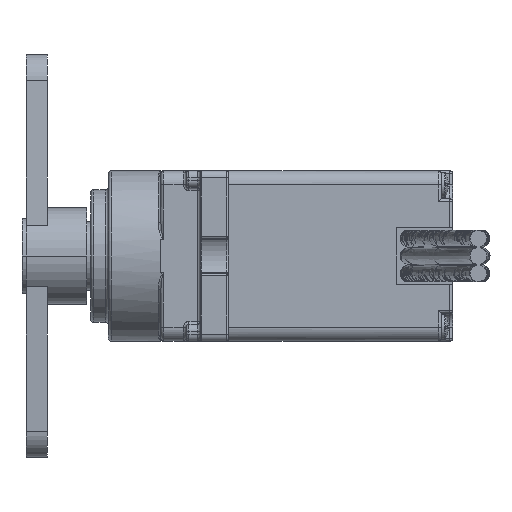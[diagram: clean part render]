
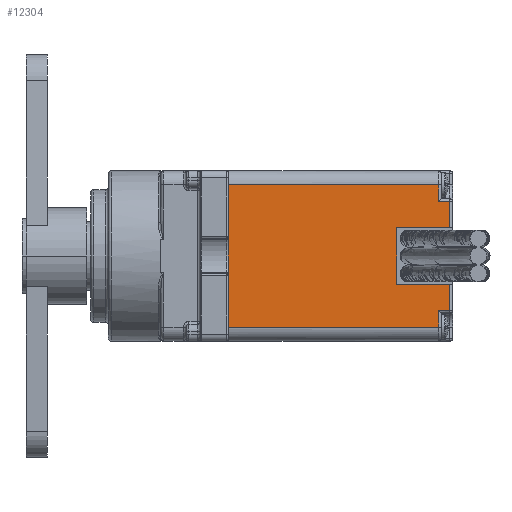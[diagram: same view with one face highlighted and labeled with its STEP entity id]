
A CAD part, left-side view. The second image highlights one B-rep face of the part: STEP entity #12304.
In plain terms, the highlighted planar face has unit normal (-1, 0, 0).
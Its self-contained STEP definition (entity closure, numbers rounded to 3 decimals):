
#305 = CARTESIAN_POINT ( 'NONE',  ( -5.96, 4.8, 3.875 ) ) ;
#306 = DIRECTION ( 'NONE',  ( 0., 1., 0. ) ) ;
#307 = CARTESIAN_POINT ( 'NONE',  ( -5.96, -15., -5.075 ) ) ;
#308 = DIRECTION ( 'NONE',  ( 0., 0., 1. ) ) ;
#309 = CARTESIAN_POINT ( 'NONE',  ( -5.96, -15., -5.075 ) ) ;
#310 = DIRECTION ( 'NONE',  ( 0., 0., 1. ) ) ;
#355 = CARTESIAN_POINT ( 'NONE',  ( -5.96, 4.8, 5.075 ) ) ;
#356 = DIRECTION ( 'NONE',  ( 0., -1., 0. ) ) ;
#359 = CARTESIAN_POINT ( 'NONE',  ( -5.96, -12., -2. ) ) ;
#360 = DIRECTION ( 'NONE',  ( 0., 0., -1. ) ) ;
#381 = CARTESIAN_POINT ( 'NONE',  ( -5.96, 4.8, -5.075 ) ) ;
#382 = DIRECTION ( 'NONE',  ( 0., -1., 0. ) ) ;
#406 = CARTESIAN_POINT ( 'NONE',  ( -5.96, 4.8, -3.875 ) ) ;
#407 = DIRECTION ( 'NONE',  ( 0., -1., 0. ) ) ;
#462 = CARTESIAN_POINT ( 'NONE',  ( -5.96, -12., -2. ) ) ;
#463 = DIRECTION ( 'NONE',  ( 0., -1., 0. ) ) ;
#494 = CARTESIAN_POINT ( 'NONE',  ( -5.96, -12., 2. ) ) ;
#495 = DIRECTION ( 'NONE',  ( 0., 1., 0. ) ) ;
#510 = CARTESIAN_POINT ( 'NONE',  ( -5.96, -15.8, -5.075 ) ) ;
#511 = DIRECTION ( 'NONE',  ( 0., 0., 1. ) ) ;
#1278 = CARTESIAN_POINT ( 'NONE',  ( -5.96, 4.8, -5.075 ) ) ;
#1279 = PLANE ( 'NONE',  #13502 ) ;
#1281 = DIRECTION ( 'NONE',  ( 1., 0., 0. ) ) ;
#1282 = DIRECTION ( 'NONE',  ( 0., 0., -1. ) ) ;
#1599 = VECTOR ( 'NONE', #8237, 1000. ) ;
#1723 = EDGE_CURVE ( 'NONE', #5400, #5488, #10993, .T. ) ;
#1724 = VERTEX_POINT ( 'NONE', #7854 ) ;
#1768 = VERTEX_POINT ( 'NONE', #8358 ) ;
#1799 = VERTEX_POINT ( 'NONE', #8500 ) ;
#1964 = VERTEX_POINT ( 'NONE', #8753 ) ;
#1966 = VERTEX_POINT ( 'NONE', #8755 ) ;
#1993 = VERTEX_POINT ( 'NONE', #8532 ) ;
#2073 = CARTESIAN_POINT ( 'NONE',  ( -5.96, -15.8, -3.875 ) ) ;
#2486 = VERTEX_POINT ( 'NONE', #5922 ) ;
#2506 = VERTEX_POINT ( 'NONE', #5653 ) ;
#2539 = VERTEX_POINT ( 'NONE', #6122 ) ;
#2628 = VERTEX_POINT ( 'NONE', #6038 ) ;
#4649 = ORIENTED_EDGE ( 'NONE', *, *, #7632, .T. ) ;
#4721 = ORIENTED_EDGE ( 'NONE', *, *, #7594, .T. ) ;
#4730 = ORIENTED_EDGE ( 'NONE', *, *, #7621, .T. ) ;
#4839 = ORIENTED_EDGE ( 'NONE', *, *, #7220, .F. ) ;
#4947 = EDGE_LOOP ( 'NONE', ( #5232, #5177, #5179, #5169, #5159, #5160, #5180, #5163, #4839, #4730, #4721, #4649 ) ) ;
#5159 = ORIENTED_EDGE ( 'NONE', *, *, #7780, .T. ) ;
#5160 = ORIENTED_EDGE ( 'NONE', *, *, #7592, .T. ) ;
#5163 = ORIENTED_EDGE ( 'NONE', *, *, #7610, .F. ) ;
#5169 = ORIENTED_EDGE ( 'NONE', *, *, #7707, .F. ) ;
#5177 = ORIENTED_EDGE ( 'NONE', *, *, #7654, .F. ) ;
#5179 = ORIENTED_EDGE ( 'NONE', *, *, #7612, .F. ) ;
#5180 = ORIENTED_EDGE ( 'NONE', *, *, #7593, .T. ) ;
#5232 = ORIENTED_EDGE ( 'NONE', *, *, #1723, .T. ) ;
#5400 = VERTEX_POINT ( 'NONE', #2073 ) ;
#5488 = VERTEX_POINT ( 'NONE', #7539 ) ;
#5653 = CARTESIAN_POINT ( 'NONE',  ( -5.96, -15.8, 2. ) ) ;
#5922 = CARTESIAN_POINT ( 'NONE',  ( -5.96, -12., -2. ) ) ;
#6038 = CARTESIAN_POINT ( 'NONE',  ( -5.96, -12., 2. ) ) ;
#6122 = CARTESIAN_POINT ( 'NONE',  ( -5.96, 0., -5.075 ) ) ;
#6124 = VECTOR ( 'NONE', #308, 1000. ) ;
#7193 = VECTOR ( 'NONE', #310, 1000. ) ;
#7220 = EDGE_CURVE ( 'NONE', #2539, #1768, #10162, .T. ) ;
#7239 = LINE ( 'NONE', #307, #6124 ) ;
#7539 = CARTESIAN_POINT ( 'NONE',  ( -5.96, -15.8, -2. ) ) ;
#7592 = EDGE_CURVE ( 'NONE', #1966, #1799, #10183, .T. ) ;
#7593 = EDGE_CURVE ( 'NONE', #1799, #1993, #7239, .T. ) ;
#7594 = EDGE_CURVE ( 'NONE', #1964, #1724, #10310, .T. ) ;
#7610 = EDGE_CURVE ( 'NONE', #1768, #1993, #12541, .T. ) ;
#7612 = EDGE_CURVE ( 'NONE', #2628, #2486, #12545, .T. ) ;
#7621 = EDGE_CURVE ( 'NONE', #2539, #1964, #12556, .T. ) ;
#7632 = EDGE_CURVE ( 'NONE', #1724, #5400, #12577, .T. ) ;
#7654 = EDGE_CURVE ( 'NONE', #2486, #5488, #12603, .T. ) ;
#7707 = EDGE_CURVE ( 'NONE', #2506, #2628, #12629, .T. ) ;
#7780 = EDGE_CURVE ( 'NONE', #2506, #1966, #12633, .T. ) ;
#7847 = CARTESIAN_POINT ( 'NONE',  ( -5.96, -15.8, -5.075 ) ) ;
#7848 = DIRECTION ( 'NONE',  ( 0., 0., 1. ) ) ;
#7854 = CARTESIAN_POINT ( 'NONE',  ( -5.96, -15., -3.875 ) ) ;
#8237 = DIRECTION ( 'NONE',  ( 0., 0., 1. ) ) ;
#8358 = CARTESIAN_POINT ( 'NONE',  ( -5.96, 0., 5.075 ) ) ;
#8423 = CARTESIAN_POINT ( 'NONE',  ( -5.96, 0., -5.075 ) ) ;
#8500 = CARTESIAN_POINT ( 'NONE',  ( -5.96, -15., 3.875 ) ) ;
#8532 = CARTESIAN_POINT ( 'NONE',  ( -5.96, -15., 5.075 ) ) ;
#8753 = CARTESIAN_POINT ( 'NONE',  ( -5.96, -15., -5.075 ) ) ;
#8755 = CARTESIAN_POINT ( 'NONE',  ( -5.96, -15.8, 3.875 ) ) ;
#9786 = VECTOR ( 'NONE', #306, 1000. ) ;
#10162 = LINE ( 'NONE', #8423, #1599 ) ;
#10183 = LINE ( 'NONE', #305, #9786 ) ;
#10310 = LINE ( 'NONE', #309, #7193 ) ;
#10988 = VECTOR ( 'NONE', #7848, 1000. ) ;
#10993 = LINE ( 'NONE', #7847, #10988 ) ;
#12304 = ADVANCED_FACE ( 'NONE', ( #12841 ), #1279, .F. ) ;
#12541 = LINE ( 'NONE', #355, #12542 ) ;
#12542 = VECTOR ( 'NONE', #356, 1000. ) ;
#12545 = LINE ( 'NONE', #359, #12546 ) ;
#12546 = VECTOR ( 'NONE', #360, 1000. ) ;
#12553 = VECTOR ( 'NONE', #382, 1000. ) ;
#12556 = LINE ( 'NONE', #381, #12553 ) ;
#12577 = LINE ( 'NONE', #406, #12578 ) ;
#12578 = VECTOR ( 'NONE', #407, 1000. ) ;
#12603 = LINE ( 'NONE', #462, #12607 ) ;
#12607 = VECTOR ( 'NONE', #463, 1000. ) ;
#12629 = LINE ( 'NONE', #494, #12630 ) ;
#12630 = VECTOR ( 'NONE', #495, 1000. ) ;
#12633 = LINE ( 'NONE', #510, #12638 ) ;
#12638 = VECTOR ( 'NONE', #511, 1000. ) ;
#12841 = FACE_OUTER_BOUND ( 'NONE', #4947, .T. ) ;
#13502 = AXIS2_PLACEMENT_3D ( 'NONE', #1278, #1281, #1282 ) ;
